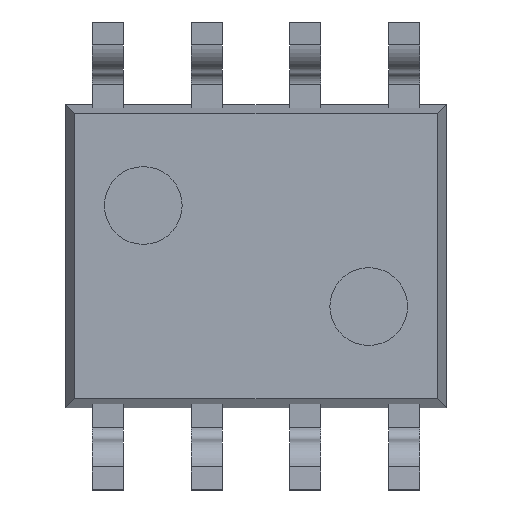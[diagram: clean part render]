
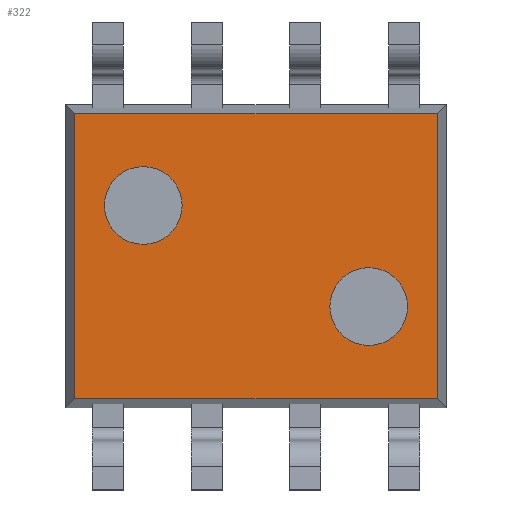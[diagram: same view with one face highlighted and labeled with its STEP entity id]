
A CAD part, top view. The second image highlights one B-rep face of the part: STEP entity #322.
In plain terms, the highlighted planar face has unit normal (0, 0, 1).
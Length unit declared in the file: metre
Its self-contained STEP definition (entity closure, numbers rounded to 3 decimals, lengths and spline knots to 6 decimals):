
#322=ADVANCED_FACE('0:1094',(#536,#537,#538),#539,.T.);
#536=FACE_BOUND('',#770,.T.);
#537=FACE_BOUND('',#771,.T.);
#538=FACE_OUTER_BOUND('',#772,.T.);
#539=PLANE('',#773);
#770=EDGE_LOOP('',(#1602,#1603));
#771=EDGE_LOOP('',(#1604,#1605));
#772=EDGE_LOOP('',(#1606,#1607,#1608,#1609));
#773=AXIS2_PLACEMENT_3D('',#1610,#1611,#1612);
#1602=ORIENTED_EDGE('',*,*,#1983,.T.);
#1603=ORIENTED_EDGE('',*,*,#1987,.T.);
#1604=ORIENTED_EDGE('',*,*,#1979,.T.);
#1605=ORIENTED_EDGE('',*,*,#1989,.T.);
#1606=ORIENTED_EDGE('',*,*,#1990,.T.);
#1607=ORIENTED_EDGE('',*,*,#1991,.T.);
#1608=ORIENTED_EDGE('',*,*,#1992,.T.);
#1609=ORIENTED_EDGE('',*,*,#1993,.T.);
#1610=CARTESIAN_POINT('',(-0.009201,0.002182,0.00075));
#1611=DIRECTION('',(0.,0.,1.0));
#1612=DIRECTION('',(1.0,0.0,0.));
#1979=EDGE_CURVE('0:1151',#2440,#2437,#2441,.T.);
#1983=EDGE_CURVE('0:1145',#2448,#2445,#2449,.T.);
#1987=EDGE_CURVE('0:1145',#2445,#2448,#2454,.T.);
#1989=EDGE_CURVE('0:1151',#2437,#2440,#2456,.T.);
#1990=EDGE_CURVE('0:1157',#2457,#2458,#2459,.T.);
#1991=EDGE_CURVE('0:1160',#2458,#2460,#2461,.T.);
#1992=EDGE_CURVE('0:1163',#2460,#2462,#2463,.T.);
#1993=EDGE_CURVE('0:1166',#2462,#2457,#2464,.T.);
#2437=VERTEX_POINT('',#3097);
#2440=VERTEX_POINT('',#3101);
#2441=CIRCLE('',#3102,0.0005);
#2445=VERTEX_POINT('',#3107);
#2448=VERTEX_POINT('',#3111);
#2449=CIRCLE('',#3112,0.0005);
#2454=CIRCLE('',#3118,0.0005);
#2456=CIRCLE('',#3120,0.0005);
#2457=VERTEX_POINT('',#3121);
#2458=VERTEX_POINT('',#3122);
#2459=LINE('',#3123,#3124);
#2460=VERTEX_POINT('',#3125);
#2461=LINE('',#3126,#3127);
#2462=VERTEX_POINT('',#3128);
#2463=LINE('',#3129,#3130);
#2464=LINE('',#3131,#3132);
#3097=CARTESIAN_POINT('',(-0.010151,0.002832,0.00075));
#3101=CARTESIAN_POINT('',(-0.011151,0.002832,0.00075));
#3102=AXIS2_PLACEMENT_3D('',#3584,#3585,#3586);
#3107=CARTESIAN_POINT('',(-0.007251,0.001532,0.00075));
#3111=CARTESIAN_POINT('',(-0.008251,0.001532,0.00075));
#3112=AXIS2_PLACEMENT_3D('',#3592,#3593,#3594);
#3118=AXIS2_PLACEMENT_3D('',#3602,#3603,#3604);
#3120=AXIS2_PLACEMENT_3D('',#3608,#3609,#3610);
#3121=CARTESIAN_POINT('',(-0.006868,0.004016,0.00075));
#3122=CARTESIAN_POINT('',(-0.011535,0.004016,0.00075));
#3123=CARTESIAN_POINT('',(-0.006868,0.004016,0.00075));
#3124=VECTOR('',#3611,0.001);
#3125=CARTESIAN_POINT('',(-0.011535,0.000349,0.00075));
#3126=CARTESIAN_POINT('',(-0.011535,0.004016,0.00075));
#3127=VECTOR('',#3612,0.001);
#3128=CARTESIAN_POINT('',(-0.006868,0.000349,0.00075));
#3129=CARTESIAN_POINT('',(-0.011535,0.000349,0.00075));
#3130=VECTOR('',#3613,0.001);
#3131=CARTESIAN_POINT('',(-0.006868,0.000349,0.00075));
#3132=VECTOR('',#3614,0.001);
#3584=CARTESIAN_POINT('',(-0.010651,0.002832,0.00075));
#3585=DIRECTION('',(0.,0.,-1.0));
#3586=DIRECTION('',(1.0,0.,0.));
#3592=CARTESIAN_POINT('',(-0.007751,0.001532,0.00075));
#3593=DIRECTION('',(0.,0.,-1.0));
#3594=DIRECTION('',(1.0,0.,0.));
#3602=CARTESIAN_POINT('',(-0.007751,0.001532,0.00075));
#3603=DIRECTION('',(0.,0.,-1.0));
#3604=DIRECTION('',(1.0,0.,0.));
#3608=CARTESIAN_POINT('',(-0.010651,0.002832,0.00075));
#3609=DIRECTION('',(0.,0.,-1.0));
#3610=DIRECTION('',(1.0,0.,0.));
#3611=DIRECTION('',(-1.0,0.0,0.0));
#3612=DIRECTION('',(0.0,-1.0,0.0));
#3613=DIRECTION('',(1.0,0.0,0.0));
#3614=DIRECTION('',(0.0,1.0,0.0));
